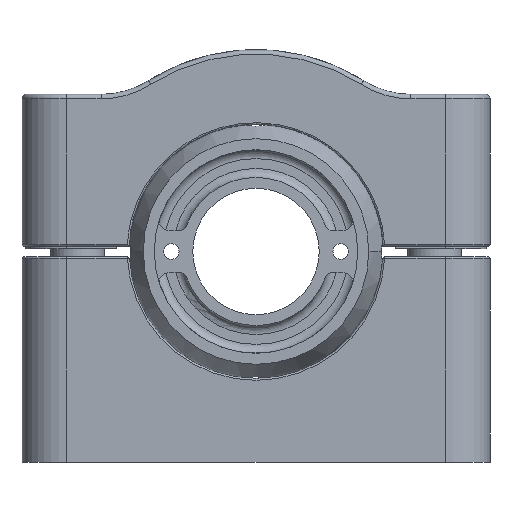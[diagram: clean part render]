
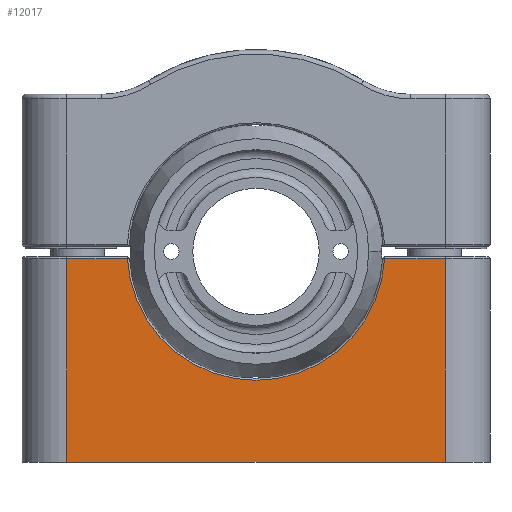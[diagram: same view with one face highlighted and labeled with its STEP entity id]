
A CAD part, front view. The second image highlights one B-rep face of the part: STEP entity #12017.
In plain terms, the highlighted planar face has unit normal (0, -1, 0).
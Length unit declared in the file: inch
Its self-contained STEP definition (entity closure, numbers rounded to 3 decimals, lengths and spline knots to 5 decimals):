
#1076=DIRECTION('',(1.,0.,0.));
#1077=VECTOR('',#1076,0.34);
#1078=CARTESIAN_POINT('',(-1.06,-0.25,-0.01));
#1079=LINE('',#1078,#1077);
#1085=CARTESIAN_POINT('',(0.,-0.25,0.03));
#1086=DIRECTION('',(0.,1.,0.));
#1087=DIRECTION('',(0.998,0.,-0.055));
#1088=AXIS2_PLACEMENT_3D('',#1085,#1086,#1087);
#1115=DIRECTION('',(0.,0.,1.));
#1116=VECTOR('',#1115,1.14);
#1117=CARTESIAN_POINT('',(1.06,-0.25,-1.15));
#1118=LINE('',#1117,#1116);
#1119=DIRECTION('',(0.,0.,1.));
#1120=VECTOR('',#1119,1.14);
#1121=CARTESIAN_POINT('',(-1.06,-0.25,-1.15));
#1122=LINE('',#1121,#1120);
#1123=DIRECTION('',(-1.,0.,0.));
#1124=VECTOR('',#1123,0.34);
#1125=CARTESIAN_POINT('',(1.06,-0.25,-0.01));
#1126=LINE('',#1125,#1124);
#1282=DIRECTION('',(1.,0.,0.));
#1283=VECTOR('',#1282,2.12);
#1284=CARTESIAN_POINT('',(-1.06,-0.25,-1.15));
#1285=LINE('',#1284,#1283);
#8810=CARTESIAN_POINT('',(-1.06,-0.25,-1.15));
#8812=VERTEX_POINT('',#8810);
#8813=CARTESIAN_POINT('',(1.06,-0.25,-1.15));
#8815=VERTEX_POINT('',#8813);
#9238=CARTESIAN_POINT('',(0.72,-0.25,-0.01));
#9239=CARTESIAN_POINT('',(-0.72,-0.25,-0.01));
#9240=VERTEX_POINT('',#9238);
#9241=VERTEX_POINT('',#9239);
#9250=CARTESIAN_POINT('',(-1.06,-0.25,-0.01));
#9251=VERTEX_POINT('',#9250);
#9284=CARTESIAN_POINT('',(1.06,-0.25,-0.01));
#9285=VERTEX_POINT('',#9284);
#12000=CARTESIAN_POINT('',(-1.31,-0.25,0.));
#12001=DIRECTION('',(0.,-1.,0.));
#12002=DIRECTION('',(0.,0.,-1.));
#12003=AXIS2_PLACEMENT_3D('',#12000,#12001,#12002);
#12004=PLANE('',#12003);
#12005=ORIENTED_EDGE('',*,*,#11990,.F.);
#12007=ORIENTED_EDGE('',*,*,#12006,.F.);
#12009=ORIENTED_EDGE('',*,*,#12008,.F.);
#12011=ORIENTED_EDGE('',*,*,#12010,.F.);
#12013=ORIENTED_EDGE('',*,*,#12012,.T.);
#12014=ORIENTED_EDGE('',*,*,#11965,.T.);
#12015=EDGE_LOOP('',(#12005,#12007,#12009,#12011,#12013,#12014));
#12016=FACE_OUTER_BOUND('',#12015,.F.);
#12017=ADVANCED_FACE('',(#12016),#12004,.T.);
#1089=CIRCLE('',#1088,0.72111);
#11965=EDGE_CURVE('',#9251,#9241,#1079,.T.);
#11990=EDGE_CURVE('',#9240,#9241,#1089,.T.);
#12006=EDGE_CURVE('',#9285,#9240,#1126,.T.);
#12008=EDGE_CURVE('',#8815,#9285,#1118,.T.);
#12010=EDGE_CURVE('',#8812,#8815,#1285,.T.);
#12012=EDGE_CURVE('',#8812,#9251,#1122,.T.);
